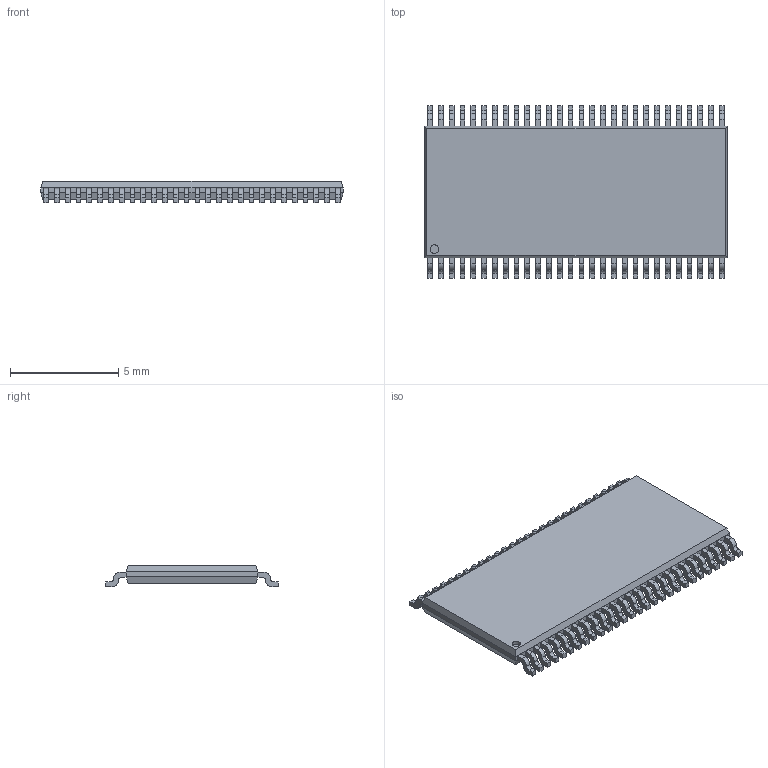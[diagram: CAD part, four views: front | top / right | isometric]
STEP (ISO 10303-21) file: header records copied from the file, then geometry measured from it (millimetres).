
FILE_DESCRIPTION(/* description */ (''),/* implementation_level */ '2;1');
FILE_NAME(/* name */ '5f4aa1692d7234127cb34a2c',/* time_stamp */ '2020-08-29T18:41:47+00:00',/* author */ (''),/* organization */ (''),/* preprocessor_version */ 'ST-DEVELOPER v16.7',/* originating_system */ $,/* authorisation */ $);
FILE_SCHEMA (('AUTOMOTIVE_DESIGN {1 0 10303 214 3 1 1}'));
Length unit declared in the file: metre
Products named in the file (57): Pin29; Pin30; Pin31; Pin32; Pin33; Pin34; Pin35; Pin36; Pin37; Pin38; Pin39; Pin40; Pin41; Pin42; Pin43; Pin44; Pin45; Pin46; Pin47; Pin48; Pin49; Pin50; Pin52; Pin51; Pin53; Pin54; Pin55; Pin56; Pin28; Pin27; Pin26; Pin25; Pin24; Pin23; Pin22; Pin21; Pin20; Pin19; Pin18; Pin17 ...
Bounding box: 14 x 8 x 1 mm (x, y, z)
Volume: 74.9 mm3; surface area: 265.7 mm2
Topology: 57 solids, 57 shells, 688 faces, 1711 edges, 1138 vertices
Faces by surface type: plane 463, cylinder 225
Full cylindrical faces by diameter (mm): 0.4 x1
Entity records: 21882 total; most frequent: DIRECTION 3650, CARTESIAN_POINT 3593, ORIENTED_EDGE 3420, EDGE_CURVE 1710, LINE 1260, VECTOR 1260, AXIS2_PLACEMENT_3D 1195, VERTEX_POINT 1138
